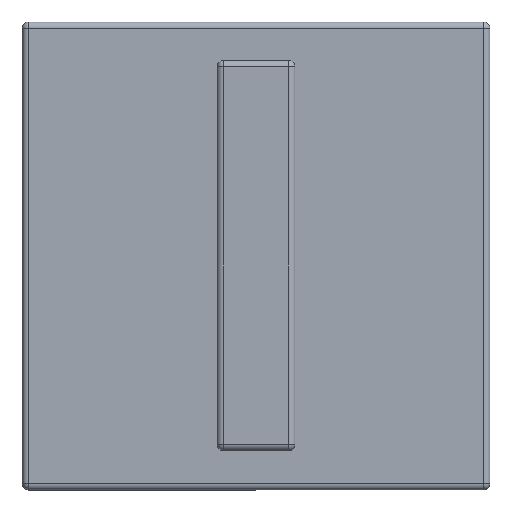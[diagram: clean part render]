
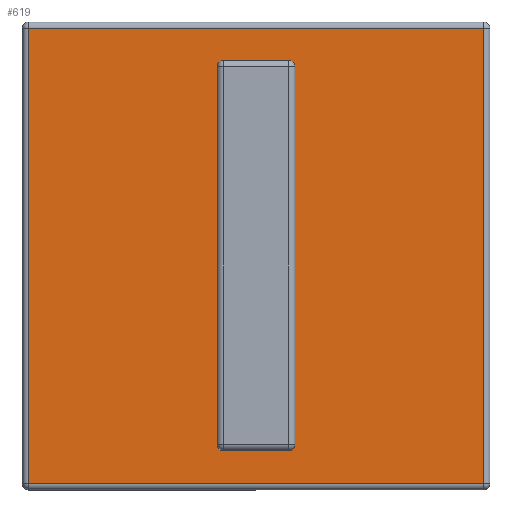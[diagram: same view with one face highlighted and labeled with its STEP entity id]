
A CAD part, top view. The second image highlights one B-rep face of the part: STEP entity #619.
In plain terms, the highlighted face is planar.
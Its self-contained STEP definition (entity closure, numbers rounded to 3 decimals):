
#13 = CARTESIAN_POINT ( 'NONE',  ( 29.2, 9., -29.2 ) ) ;
#99 = VECTOR ( 'NONE', #832, 1000. ) ;
#110 = DIRECTION ( 'NONE',  ( 0., 0., -1. ) ) ;
#112 = DIRECTION ( 'NONE',  ( 1., 0., 0. ) ) ;
#113 = LINE ( 'NONE', #621, #99 ) ;
#165 = AXIS2_PLACEMENT_3D ( 'NONE', #220, #211, #1115 ) ;
#211 = DIRECTION ( 'NONE',  ( 0., 1., 0. ) ) ;
#220 = CARTESIAN_POINT ( 'NONE',  ( -30., 9., 30. ) ) ;
#240 = EDGE_CURVE ( 'NONE', #966, #1265, #474, .T. ) ;
#312 = CARTESIAN_POINT ( 'NONE',  ( 29.2, 9., 29.2 ) ) ;
#341 = CARTESIAN_POINT ( 'NONE',  ( 29.2, 9., 29.2 ) ) ;
#411 = VECTOR ( 'NONE', #110, 1000. ) ;
#413 = LINE ( 'NONE', #13, #411 ) ;
#451 = CARTESIAN_POINT ( 'NONE',  ( -29.2, 9., 29.2 ) ) ;
#464 = VECTOR ( 'NONE', #112, 1000. ) ;
#474 = LINE ( 'NONE', #341, #464 ) ;
#576 = ORIENTED_EDGE ( 'NONE', *, *, #240, .T. ) ;
#619 = ADVANCED_FACE ( 'NONE', ( #1207 ), #825, .T. ) ;
#621 = CARTESIAN_POINT ( 'NONE',  ( -29.2, 9., -29.2 ) ) ;
#718 = EDGE_CURVE ( 'NONE', #968, #776, #113, .T. ) ;
#737 = EDGE_LOOP ( 'NONE', ( #1371, #1094, #961, #576 ) ) ;
#771 = DIRECTION ( 'NONE',  ( 0., 0., 1. ) ) ;
#776 = VERTEX_POINT ( 'NONE', #1173 ) ;
#819 = EDGE_CURVE ( 'NONE', #776, #966, #1339, .T. ) ;
#825 = PLANE ( 'NONE',  #165 ) ;
#832 = DIRECTION ( 'NONE',  ( -1., 0., 0. ) ) ;
#837 = CARTESIAN_POINT ( 'NONE',  ( -29.2, 9., 29.2 ) ) ;
#916 = CARTESIAN_POINT ( 'NONE',  ( 29.2, 9., -29.2 ) ) ;
#961 = ORIENTED_EDGE ( 'NONE', *, *, #819, .T. ) ;
#966 = VERTEX_POINT ( 'NONE', #837 ) ;
#968 = VERTEX_POINT ( 'NONE', #916 ) ;
#1061 = EDGE_CURVE ( 'NONE', #1265, #968, #413, .T. ) ;
#1094 = ORIENTED_EDGE ( 'NONE', *, *, #718, .T. ) ;
#1115 = DIRECTION ( 'NONE',  ( 0., 0., 1. ) ) ;
#1173 = CARTESIAN_POINT ( 'NONE',  ( -29.2, 9., -29.2 ) ) ;
#1207 = FACE_OUTER_BOUND ( 'NONE', #737, .T. ) ;
#1265 = VERTEX_POINT ( 'NONE', #312 ) ;
#1317 = VECTOR ( 'NONE', #771, 1000. ) ;
#1339 = LINE ( 'NONE', #451, #1317 ) ;
#1371 = ORIENTED_EDGE ( 'NONE', *, *, #1061, .T. ) ;
